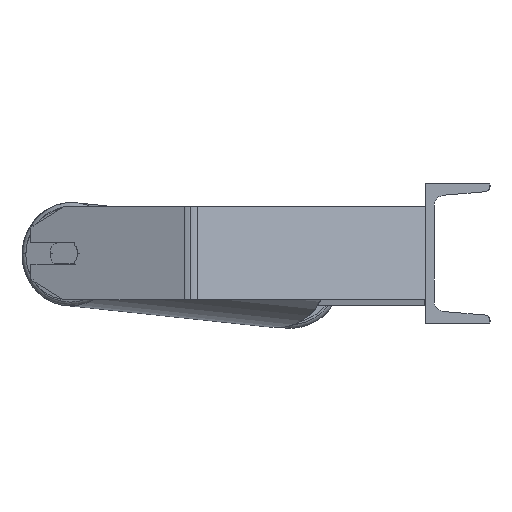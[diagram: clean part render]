
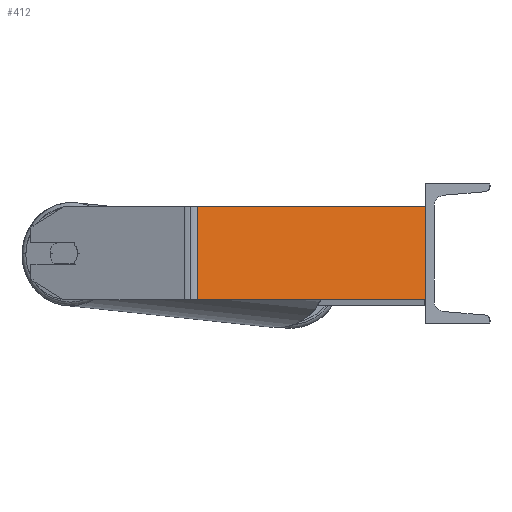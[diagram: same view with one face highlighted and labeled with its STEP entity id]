
A CAD part, left-side view. The second image highlights one B-rep face of the part: STEP entity #412.
In plain terms, the highlighted planar face has unit normal (-0.94, -0.342, 0).
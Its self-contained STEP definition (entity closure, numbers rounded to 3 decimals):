
#75 = ORIENTED_EDGE ( 'NONE', *, *, #246, .F. ) ;
#246 = EDGE_CURVE ( 'NONE', #2394, #3498, #3503, .T. ) ;
#400 = ORIENTED_EDGE ( 'NONE', *, *, #4875, .T. ) ;
#412 = ADVANCED_FACE ( 'NONE', ( #8765 ), #3992, .F. ) ;
#584 = ORIENTED_EDGE ( 'NONE', *, *, #8651, .F. ) ;
#911 = CARTESIAN_POINT ( 'NONE',  ( -856.596, 196.709, 40. ) ) ;
#912 = EDGE_CURVE ( 'NONE', #4047, #7209, #3534, .T. ) ;
#1115 = DIRECTION ( 'NONE',  ( -0.342, 0.94, 0. ) ) ;
#1364 = DIRECTION ( 'NONE',  ( 0., 0., -1. ) ) ;
#1887 = ORIENTED_EDGE ( 'NONE', *, *, #912, .T. ) ;
#2082 = CARTESIAN_POINT ( 'NONE',  ( -785., 0., -40. ) ) ;
#2394 = VERTEX_POINT ( 'NONE', #7585 ) ;
#2554 = EDGE_LOOP ( 'NONE', ( #1887, #584, #75, #400 ) ) ;
#2821 = DIRECTION ( 'NONE',  ( 0.342, -0.94, 0. ) ) ;
#3352 = DIRECTION ( 'NONE',  ( 0.342, -0.94, 0. ) ) ;
#3498 = VERTEX_POINT ( 'NONE', #7130 ) ;
#3503 = LINE ( 'NONE', #7565, #7454 ) ;
#3534 = LINE ( 'NONE', #9035, #8470 ) ;
#3992 = PLANE ( 'NONE',  #6600 ) ;
#4047 = VERTEX_POINT ( 'NONE', #8655 ) ;
#4480 = LINE ( 'NONE', #911, #6019 ) ;
#4780 = VECTOR ( 'NONE', #1364, 1000. ) ;
#4875 = EDGE_CURVE ( 'NONE', #2394, #4047, #4480, .T. ) ;
#5327 = CARTESIAN_POINT ( 'NONE',  ( -858.588, 202.182, 40. ) ) ;
#5721 = LINE ( 'NONE', #7018, #4780 ) ;
#6019 = VECTOR ( 'NONE', #7896, 1000. ) ;
#6600 = AXIS2_PLACEMENT_3D ( 'NONE', #5327, #8680, #1115 ) ;
#7018 = CARTESIAN_POINT ( 'NONE',  ( -785., 0., 40. ) ) ;
#7130 = CARTESIAN_POINT ( 'NONE',  ( -785., 0., 40. ) ) ;
#7209 = VERTEX_POINT ( 'NONE', #2082 ) ;
#7454 = VECTOR ( 'NONE', #3352, 1000. ) ;
#7565 = CARTESIAN_POINT ( 'NONE',  ( -858.588, 202.182, 40. ) ) ;
#7585 = CARTESIAN_POINT ( 'NONE',  ( -856.596, 196.709, 40. ) ) ;
#7896 = DIRECTION ( 'NONE',  ( 0., 0., -1. ) ) ;
#8470 = VECTOR ( 'NONE', #2821, 1000. ) ;
#8651 = EDGE_CURVE ( 'NONE', #3498, #7209, #5721, .T. ) ;
#8655 = CARTESIAN_POINT ( 'NONE',  ( -856.596, 196.709, -40. ) ) ;
#8680 = DIRECTION ( 'NONE',  ( 0.94, 0.342, 0. ) ) ;
#8765 = FACE_OUTER_BOUND ( 'NONE', #2554, .T. ) ;
#9035 = CARTESIAN_POINT ( 'NONE',  ( -858.588, 202.182, -40. ) ) ;
